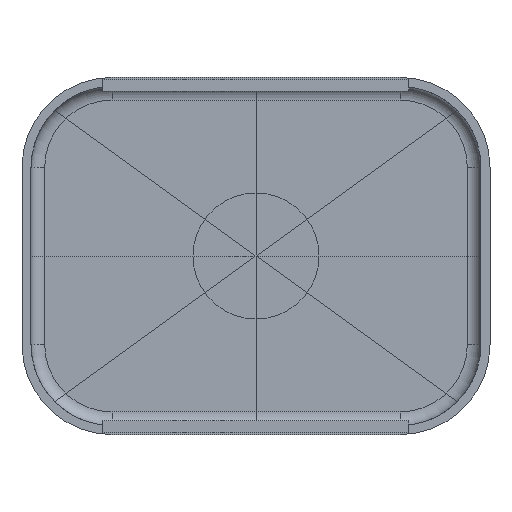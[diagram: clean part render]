
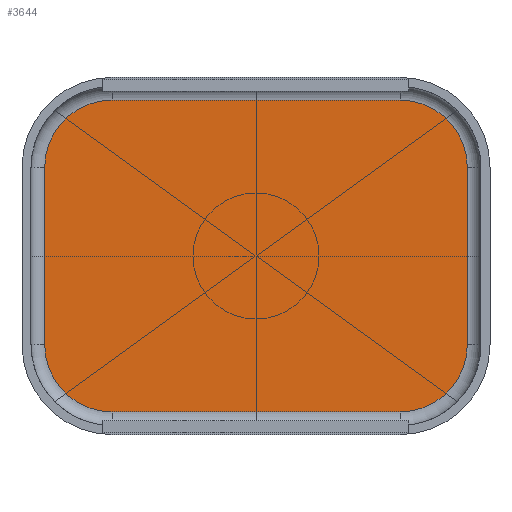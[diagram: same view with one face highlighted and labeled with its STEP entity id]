
A CAD part, front view. The second image highlights one B-rep face of the part: STEP entity #3644.
In plain terms, the highlighted planar face has unit normal (0, -1, 0).
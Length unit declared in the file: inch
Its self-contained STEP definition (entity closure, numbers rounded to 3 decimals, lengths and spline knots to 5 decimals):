
#1311=CARTESIAN_POINT('',(4.,0.75,2.46));
#1312=DIRECTION('',(0.,1.,0.));
#1313=DIRECTION('',(0.,0.,1.));
#1314=AXIS2_PLACEMENT_3D('',#1311,#1312,#1313);
#1316=DIRECTION('',(0.,0.,-1.));
#1317=VECTOR('',#1316,4.92);
#1318=CARTESIAN_POINT('',(5.87,0.75,2.46));
#1319=LINE('',#1318,#1317);
#1320=CARTESIAN_POINT('',(4.,0.75,-2.46));
#1321=DIRECTION('',(0.,1.,0.));
#1322=DIRECTION('',(1.,0.,0.));
#1323=AXIS2_PLACEMENT_3D('',#1320,#1321,#1322);
#1325=DIRECTION('',(-1.,0.,0.));
#1326=VECTOR('',#1325,8.);
#1327=CARTESIAN_POINT('',(4.,0.75,-4.33));
#1328=LINE('',#1327,#1326);
#1329=CARTESIAN_POINT('',(-4.,0.75,-2.46));
#1330=DIRECTION('',(0.,1.,0.));
#1331=DIRECTION('',(0.,0.,-1.));
#1332=AXIS2_PLACEMENT_3D('',#1329,#1330,#1331);
#1334=DIRECTION('',(0.,0.,1.));
#1335=VECTOR('',#1334,4.92);
#1336=CARTESIAN_POINT('',(-5.87,0.75,-2.46));
#1337=LINE('',#1336,#1335);
#1338=CARTESIAN_POINT('',(-4.,0.75,2.46));
#1339=DIRECTION('',(0.,1.,0.));
#1340=DIRECTION('',(-1.,0.,0.));
#1341=AXIS2_PLACEMENT_3D('',#1338,#1339,#1340);
#1343=DIRECTION('',(1.,0.,0.));
#1344=VECTOR('',#1343,8.);
#1345=CARTESIAN_POINT('',(-4.,0.75,4.33));
#1346=LINE('',#1345,#1344);
#1474=CARTESIAN_POINT('',(4.,0.75,4.33));
#1475=CARTESIAN_POINT('',(5.87,0.75,2.46));
#1476=VERTEX_POINT('',#1474);
#1477=VERTEX_POINT('',#1475);
#1478=CARTESIAN_POINT('',(5.87,0.75,-2.46));
#1479=VERTEX_POINT('',#1478);
#1480=CARTESIAN_POINT('',(4.,0.75,-4.33));
#1481=VERTEX_POINT('',#1480);
#1482=CARTESIAN_POINT('',(-4.,0.75,-4.33));
#1483=VERTEX_POINT('',#1482);
#1484=CARTESIAN_POINT('',(-5.87,0.75,-2.46));
#1485=VERTEX_POINT('',#1484);
#1486=CARTESIAN_POINT('',(-5.87,0.75,2.46));
#1487=VERTEX_POINT('',#1486);
#1488=CARTESIAN_POINT('',(-4.,0.75,4.33));
#1489=VERTEX_POINT('',#1488);
#3622=CARTESIAN_POINT('',(0.,0.75,0.));
#3623=DIRECTION('',(0.,1.,0.));
#3624=DIRECTION('',(1.,0.,0.));
#3625=AXIS2_PLACEMENT_3D('',#3622,#3623,#3624);
#3626=PLANE('',#3625);
#3628=ORIENTED_EDGE('',*,*,#3627,.T.);
#3630=ORIENTED_EDGE('',*,*,#3629,.T.);
#3632=ORIENTED_EDGE('',*,*,#3631,.T.);
#3633=ORIENTED_EDGE('',*,*,#3612,.T.);
#3635=ORIENTED_EDGE('',*,*,#3634,.T.);
#3637=ORIENTED_EDGE('',*,*,#3636,.T.);
#3639=ORIENTED_EDGE('',*,*,#3638,.T.);
#3641=ORIENTED_EDGE('',*,*,#3640,.T.);
#3642=EDGE_LOOP('',(#3628,#3630,#3632,#3633,#3635,#3637,#3639,#3641));
#3643=FACE_OUTER_BOUND('',#3642,.F.);
#3644=ADVANCED_FACE('',(#3643),#3626,.F.);
#1315=CIRCLE('',#1314,1.87);
#1324=CIRCLE('',#1323,1.87);
#1333=CIRCLE('',#1332,1.87);
#1342=CIRCLE('',#1341,1.87);
#3612=EDGE_CURVE('',#1481,#1483,#1328,.T.);
#3627=EDGE_CURVE('',#1476,#1477,#1315,.T.);
#3629=EDGE_CURVE('',#1477,#1479,#1319,.T.);
#3631=EDGE_CURVE('',#1479,#1481,#1324,.T.);
#3634=EDGE_CURVE('',#1483,#1485,#1333,.T.);
#3636=EDGE_CURVE('',#1485,#1487,#1337,.T.);
#3638=EDGE_CURVE('',#1487,#1489,#1342,.T.);
#3640=EDGE_CURVE('',#1489,#1476,#1346,.T.);
